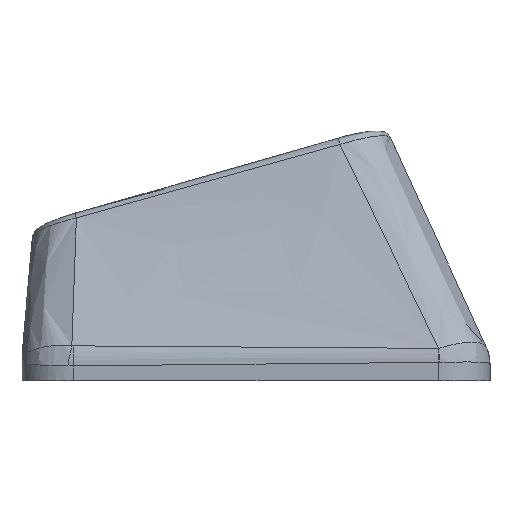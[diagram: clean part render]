
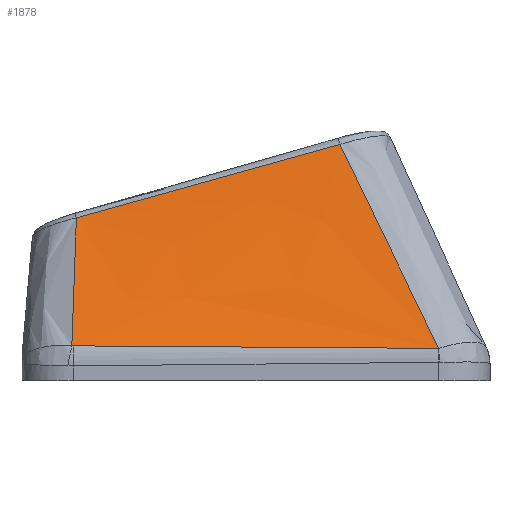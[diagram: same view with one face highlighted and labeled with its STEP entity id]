
A CAD part, left-side view. The second image highlights one B-rep face of the part: STEP entity #1878.
In plain terms, the highlighted free-form (B-spline) face has degree [3, 3] with [4, 4] control points.
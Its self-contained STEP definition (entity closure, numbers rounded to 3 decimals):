
#52=B_SPLINE_SURFACE_WITH_KNOTS('',3,3,((#4701,#4702,#4703,#4704),(#4705,
#4706,#4707,#4708),(#4709,#4710,#4711,#4712),(#4713,#4714,#4715,#4716)),
 .UNSPECIFIED.,.F.,.F.,.F.,(4,4),(4,4),(0.104,0.893),
(0.034,0.97),.UNSPECIFIED.);
#360=FACE_OUTER_BOUND('',#466,.T.);
#466=EDGE_LOOP('',(#1665,#1666,#1667,#1668,#1669,#1670));
#639=B_SPLINE_CURVE_WITH_KNOTS('',3,(#4221,#4222,#4223,#4224),
 .UNSPECIFIED.,.F.,.F.,(4,4),(0.,0.001),.UNSPECIFIED.);
#641=B_SPLINE_CURVE_WITH_KNOTS('',3,(#4248,#4249,#4250,#4251),
 .UNSPECIFIED.,.F.,.F.,(4,4),(0.,1.416),.UNSPECIFIED.);
#643=B_SPLINE_CURVE_WITH_KNOTS('',3,(#4275,#4276,#4277,#4278),
 .UNSPECIFIED.,.F.,.F.,(4,4),(0.,0.006),
 .UNSPECIFIED.);
#665=B_SPLINE_CURVE_WITH_KNOTS('',3,(#4691,#4692,#4693,#4694),
 .UNSPECIFIED.,.F.,.F.,(4,4),(-0.609,-0.027),
 .UNSPECIFIED.);
#667=B_SPLINE_CURVE_WITH_KNOTS('',3,(#4718,#4719,#4720,#4721),
 .UNSPECIFIED.,.F.,.F.,(4,4),(0.033,0.964),
 .UNSPECIFIED.);
#668=B_SPLINE_CURVE_WITH_KNOTS('',3,(#4722,#4723,#4724,#4725),
 .UNSPECIFIED.,.F.,.F.,(4,4),(-1.062,0.),.UNSPECIFIED.);
#842=VERTEX_POINT('',#4180);
#846=VERTEX_POINT('',#4214);
#848=VERTEX_POINT('',#4241);
#850=VERTEX_POINT('',#4268);
#877=VERTEX_POINT('',#4690);
#878=VERTEX_POINT('',#4717);
#1107=EDGE_CURVE('',#842,#846,#639,.T.);
#1110=EDGE_CURVE('',#846,#848,#641,.T.);
#1113=EDGE_CURVE('',#848,#850,#643,.T.);
#1154=EDGE_CURVE('',#850,#877,#665,.T.);
#1156=EDGE_CURVE('',#878,#842,#667,.T.);
#1157=EDGE_CURVE('',#877,#878,#668,.T.);
#1665=ORIENTED_EDGE('',*,*,#1113,.F.);
#1666=ORIENTED_EDGE('',*,*,#1110,.F.);
#1667=ORIENTED_EDGE('',*,*,#1107,.F.);
#1668=ORIENTED_EDGE('',*,*,#1156,.F.);
#1669=ORIENTED_EDGE('',*,*,#1157,.F.);
#1670=ORIENTED_EDGE('',*,*,#1154,.F.);
#1878=ADVANCED_FACE('',(#360),#52,.T.);
#4180=CARTESIAN_POINT('',(-13.741,-7.087,0.261));
#4214=CARTESIAN_POINT('',(-13.742,-7.077,0.261));
#4221=CARTESIAN_POINT('Ctrl Pts',(-13.741,-7.087,0.261));
#4222=CARTESIAN_POINT('Ctrl Pts',(-13.742,-7.084,0.261));
#4223=CARTESIAN_POINT('Ctrl Pts',(-13.742,-7.08,0.261));
#4224=CARTESIAN_POINT('Ctrl Pts',(-13.742,-7.077,0.261));
#4241=CARTESIAN_POINT('',(-13.626,7.092,0.358));
#4248=CARTESIAN_POINT('Ctrl Pts',(-13.742,-7.077,0.261));
#4249=CARTESIAN_POINT('Ctrl Pts',(-13.72,-2.355,0.286));
#4250=CARTESIAN_POINT('Ctrl Pts',(-13.692,2.367,0.317));
#4251=CARTESIAN_POINT('Ctrl Pts',(-13.626,7.092,0.358));
#4268=CARTESIAN_POINT('',(-13.622,7.147,0.364));
#4275=CARTESIAN_POINT('Ctrl Pts',(-13.626,7.092,0.358));
#4276=CARTESIAN_POINT('Ctrl Pts',(-13.626,7.11,0.358));
#4277=CARTESIAN_POINT('Ctrl Pts',(-13.625,7.129,0.36));
#4278=CARTESIAN_POINT('Ctrl Pts',(-13.622,7.147,0.364));
#4690=CARTESIAN_POINT('',(-10.648,6.971,5.324));
#4691=CARTESIAN_POINT('Ctrl Pts',(-13.622,7.147,0.364));
#4692=CARTESIAN_POINT('Ctrl Pts',(-12.622,7.071,2.013));
#4693=CARTESIAN_POINT('Ctrl Pts',(-11.631,7.009,3.667));
#4694=CARTESIAN_POINT('Ctrl Pts',(-10.648,6.971,5.324));
#4701=CARTESIAN_POINT('Ctrl Pts',(-10.621,-3.678,8.287));
#4702=CARTESIAN_POINT('Ctrl Pts',(-11.661,-4.815,5.612));
#4703=CARTESIAN_POINT('Ctrl Pts',(-12.701,-5.951,2.936));
#4704=CARTESIAN_POINT('Ctrl Pts',(-13.742,-7.087,0.261));
#4705=CARTESIAN_POINT('Ctrl Pts',(-10.621,-0.057,
7.295));
#4706=CARTESIAN_POINT('Ctrl Pts',(-11.661,-0.819,
4.94));
#4707=CARTESIAN_POINT('Ctrl Pts',(-12.701,-1.581,2.585));
#4708=CARTESIAN_POINT('Ctrl Pts',(-13.742,-2.343,0.23));
#4709=CARTESIAN_POINT('Ctrl Pts',(-10.621,3.563,6.303));
#4710=CARTESIAN_POINT('Ctrl Pts',(-11.661,3.176,4.268));
#4711=CARTESIAN_POINT('Ctrl Pts',(-12.701,2.789,2.233));
#4712=CARTESIAN_POINT('Ctrl Pts',(-13.742,2.401,0.198));
#4713=CARTESIAN_POINT('Ctrl Pts',(-10.621,7.184,5.311));
#4714=CARTESIAN_POINT('Ctrl Pts',(-11.661,7.171,3.596));
#4715=CARTESIAN_POINT('Ctrl Pts',(-12.701,7.158,1.882));
#4716=CARTESIAN_POINT('Ctrl Pts',(-13.742,7.145,0.167));
#4717=CARTESIAN_POINT('',(-10.621,-3.258,8.172));
#4718=CARTESIAN_POINT('Ctrl Pts',(-10.621,-3.258,8.172));
#4719=CARTESIAN_POINT('Ctrl Pts',(-11.677,-4.546,5.544));
#4720=CARTESIAN_POINT('Ctrl Pts',(-12.713,-5.82,2.905));
#4721=CARTESIAN_POINT('Ctrl Pts',(-13.741,-7.087,0.261));
#4722=CARTESIAN_POINT('Ctrl Pts',(-10.648,6.971,5.324));
#4723=CARTESIAN_POINT('Ctrl Pts',(-10.64,3.558,6.262));
#4724=CARTESIAN_POINT('Ctrl Pts',(-10.63,0.149,7.215));
#4725=CARTESIAN_POINT('Ctrl Pts',(-10.621,-3.258,8.172));
